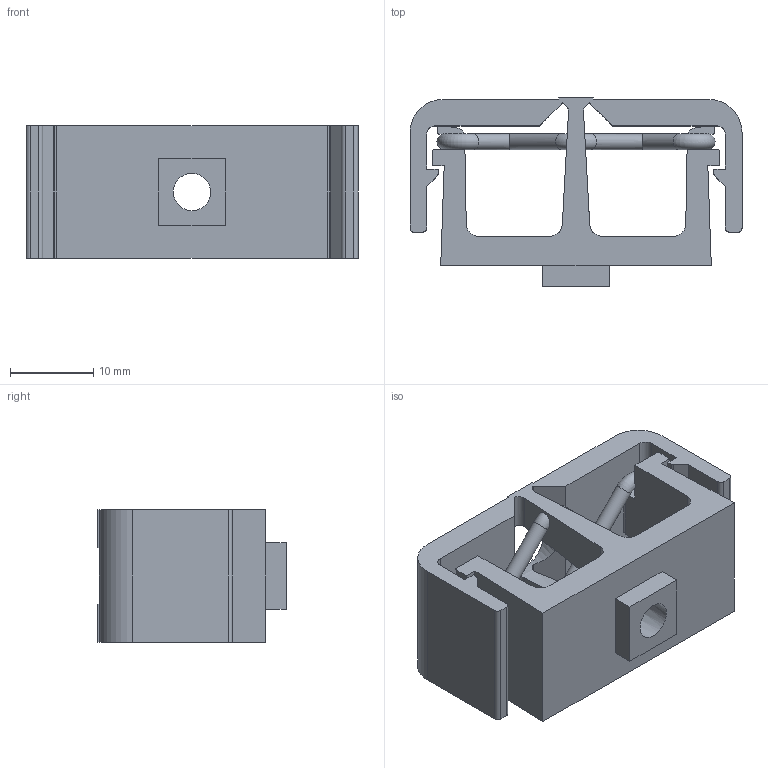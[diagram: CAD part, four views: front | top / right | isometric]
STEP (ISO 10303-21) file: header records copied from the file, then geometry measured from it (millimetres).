
FILE_DESCRIPTION( ( 'STEP AP214' ), '1' );
FILE_NAME( 'K1279.081.stp', '2020-12-10T11:03:52', ( '' ), ( '' ), ' ', 'PARTsolutions', ' ' );
FILE_SCHEMA( ( 'AUTOMOTIVE_DESIGN { 1 0 10303 214 1 1 1 1 }' ) );
Length unit declared in the file: millimetre
Products named in the file (1): _K1279.081
Bounding box: 40 x 22.7 x 16 mm (x, y, z)
Volume: 6135.3 mm3; surface area: 5779 mm2
Topology: 1 solids, 1 shells, 111 faces, 354 edges, 232 vertices
Faces by surface type: plane 66, cylinder 36, torus 8, cone 1
Full cylindrical faces by diameter (mm): 1.9 x8
Entity records: 4792 total; most frequent: CARTESIAN_POINT 884, ORIENTED_EDGE 634, DIRECTION 608, EDGE_CURVE 317, VERTEX_POINT 215, LINE 206, VECTOR 206, AXIS2_PLACEMENT_3D 201
